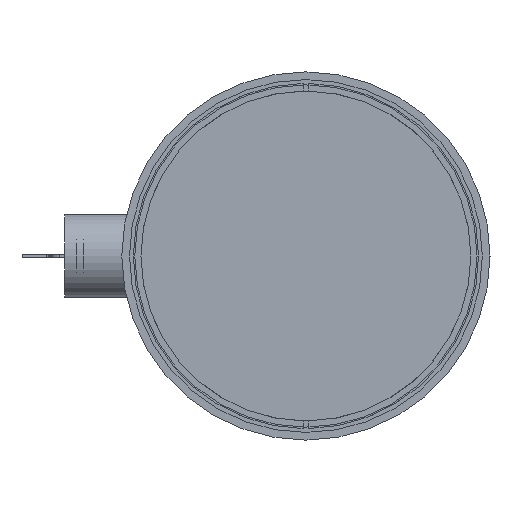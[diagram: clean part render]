
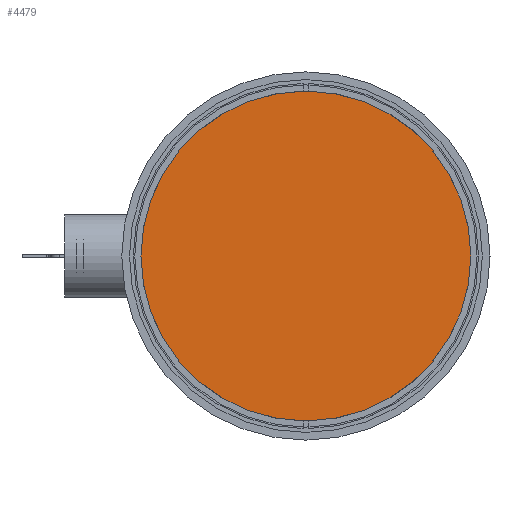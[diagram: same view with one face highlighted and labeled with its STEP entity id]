
A CAD part, left-side view. The second image highlights one B-rep face of the part: STEP entity #4479.
In plain terms, the highlighted planar face has unit normal (-1, 0, 0).
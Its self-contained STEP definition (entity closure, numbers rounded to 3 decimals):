
#588 = ORIENTED_EDGE ( 'NONE', *, *, #25219, .T. ) ;
#2091 = EDGE_LOOP ( 'NONE', ( #9456, #588 ) ) ;
#4479 = ADVANCED_FACE ( 'NONE', ( #21695 ), #21548, .F. ) ;
#6280 = DIRECTION ( 'NONE',  ( 1., 0., 0. ) ) ;
#7608 = AXIS2_PLACEMENT_3D ( 'NONE', #18554, #12085, #10336 ) ;
#8109 = CARTESIAN_POINT ( 'NONE',  ( 0., 0., 0. ) ) ;
#8229 = EDGE_CURVE ( 'NONE', #21565, #23523, #13134, .T. ) ;
#9456 = ORIENTED_EDGE ( 'NONE', *, *, #8229, .T. ) ;
#10336 = DIRECTION ( 'NONE',  ( 0., 0., 1. ) ) ;
#11159 = CARTESIAN_POINT ( 'NONE',  ( 0., 0., -43.788 ) ) ;
#12085 = DIRECTION ( 'NONE',  ( -1., 0., 0. ) ) ;
#12497 = DIRECTION ( 'NONE',  ( 0., 0., -1. ) ) ;
#12666 = AXIS2_PLACEMENT_3D ( 'NONE', #17218, #6280, #12497 ) ;
#13134 = CIRCLE ( 'NONE', #7608, 43.788 ) ;
#15321 = DIRECTION ( 'NONE',  ( 0., 0., 1. ) ) ;
#17218 = CARTESIAN_POINT ( 'NONE',  ( 0., 0., 0. ) ) ;
#18554 = CARTESIAN_POINT ( 'NONE',  ( 0., 0., 0. ) ) ;
#18898 = CIRCLE ( 'NONE', #26669, 43.788 ) ;
#20044 = CARTESIAN_POINT ( 'NONE',  ( 0., 0., 43.788 ) ) ;
#21548 = PLANE ( 'NONE',  #12666 ) ;
#21565 = VERTEX_POINT ( 'NONE', #11159 ) ;
#21695 = FACE_OUTER_BOUND ( 'NONE', #2091, .T. ) ;
#23523 = VERTEX_POINT ( 'NONE', #20044 ) ;
#25219 = EDGE_CURVE ( 'NONE', #23523, #21565, #18898, .T. ) ;
#26669 = AXIS2_PLACEMENT_3D ( 'NONE', #8109, #27936, #15321 ) ;
#27936 = DIRECTION ( 'NONE',  ( -1., 0., 0. ) ) ;
